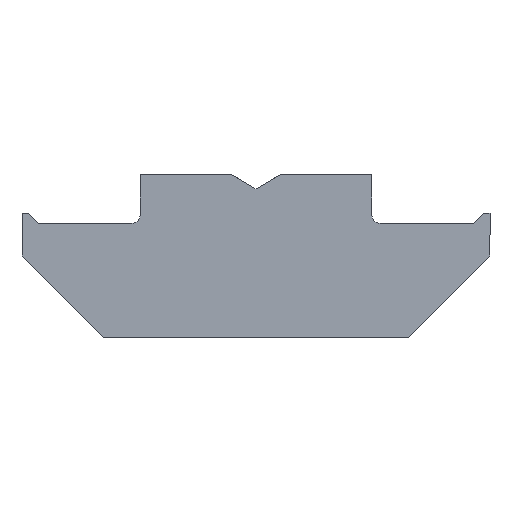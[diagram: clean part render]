
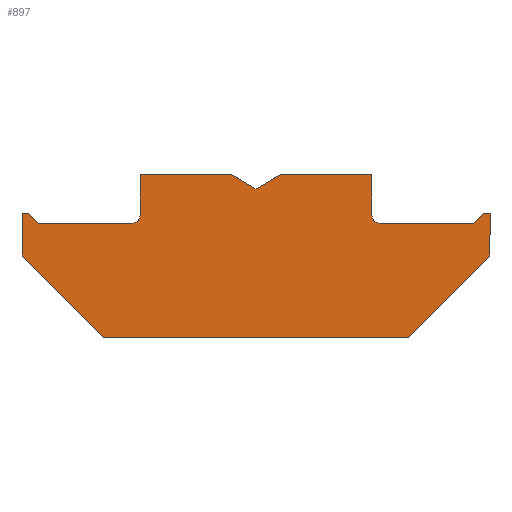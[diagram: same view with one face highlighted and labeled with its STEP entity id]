
A CAD part, front view. The second image highlights one B-rep face of the part: STEP entity #897.
In plain terms, the highlighted planar face has unit normal (0, -1, 0).
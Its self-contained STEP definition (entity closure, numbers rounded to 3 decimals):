
#23 = ORIENTED_EDGE ( 'NONE', *, *, #575, .F. ) ;
#30 = EDGE_CURVE ( 'NONE', #329, #732, #227, .T. ) ;
#31 = ORIENTED_EDGE ( 'NONE', *, *, #145, .F. ) ;
#38 = VECTOR ( 'NONE', #1115, 1000. ) ;
#47 = ORIENTED_EDGE ( 'NONE', *, *, #583, .T. ) ;
#48 = DIRECTION ( 'NONE',  ( -0.707, 0., -0.707 ) ) ;
#53 = CARTESIAN_POINT ( 'NONE',  ( 0.606, -6., 1.2 ) ) ;
#55 = DIRECTION ( 'NONE',  ( 1., 0., 0. ) ) ;
#57 = CARTESIAN_POINT ( 'NONE',  ( -2.85, -6., 0. ) ) ;
#62 = DIRECTION ( 'NONE',  ( 1., 0., 0. ) ) ;
#65 = LINE ( 'NONE', #535, #508 ) ;
#66 = EDGE_CURVE ( 'NONE', #636, #609, #77, .T. ) ;
#77 = LINE ( 'NONE', #940, #967 ) ;
#84 = ORIENTED_EDGE ( 'NONE', *, *, #1071, .T. ) ;
#88 = CARTESIAN_POINT ( 'NONE',  ( 2.85, -6., 1.2 ) ) ;
#123 = EDGE_CURVE ( 'NONE', #454, #1114, #65, .T. ) ;
#125 = CARTESIAN_POINT ( 'NONE',  ( 5.75, -6., 0.25 ) ) ;
#127 = DIRECTION ( 'NONE',  ( 0., 0., -1. ) ) ;
#145 = EDGE_CURVE ( 'NONE', #350, #634, #979, .T. ) ;
#152 = DIRECTION ( 'NONE',  ( 0.707, 0., 0.707 ) ) ;
#154 = VECTOR ( 'NONE', #177, 1000. ) ;
#155 = VECTOR ( 'NONE', #613, 1000. ) ;
#157 = ORIENTED_EDGE ( 'NONE', *, *, #910, .T. ) ;
#158 = CARTESIAN_POINT ( 'NONE',  ( 5.75, -6., -0.8 ) ) ;
#171 = CARTESIAN_POINT ( 'NONE',  ( -0.606, -6., 1.2 ) ) ;
#172 = LINE ( 'NONE', #88, #154 ) ;
#177 = DIRECTION ( 'NONE',  ( 0., 0., 1. ) ) ;
#189 = ORIENTED_EDGE ( 'NONE', *, *, #192, .T. ) ;
#192 = EDGE_CURVE ( 'NONE', #821, #438, #172, .T. ) ;
#197 = VECTOR ( 'NONE', #794, 1000. ) ;
#198 = VECTOR ( 'NONE', #838, 1000. ) ;
#203 = AXIS2_PLACEMENT_3D ( 'NONE', #946, #496, #335 ) ;
#227 = LINE ( 'NONE', #53, #155 ) ;
#231 = CARTESIAN_POINT ( 'NONE',  ( -3.05, -6., 0.2 ) ) ;
#235 = VERTEX_POINT ( 'NONE', #898 ) ;
#249 = CARTESIAN_POINT ( 'NONE',  ( 0., -6., 0.85 ) ) ;
#256 = CARTESIAN_POINT ( 'NONE',  ( -2.85, -6., 1.2 ) ) ;
#259 = ORIENTED_EDGE ( 'NONE', *, *, #605, .F. ) ;
#264 = AXIS2_PLACEMENT_3D ( 'NONE', #231, #512, #1130 ) ;
#271 = EDGE_CURVE ( 'NONE', #1114, #634, #607, .T. ) ;
#272 = DIRECTION ( 'NONE',  ( 1., 0., 0. ) ) ;
#305 = EDGE_CURVE ( 'NONE', #350, #739, #1005, .T. ) ;
#324 = LINE ( 'NONE', #360, #197 ) ;
#329 = VERTEX_POINT ( 'NONE', #481 ) ;
#332 = CARTESIAN_POINT ( 'NONE',  ( -2.85, -6., 1.2 ) ) ;
#335 = DIRECTION ( 'NONE',  ( 0., 0., 1. ) ) ;
#336 = EDGE_CURVE ( 'NONE', #469, #866, #539, .T. ) ;
#350 = VERTEX_POINT ( 'NONE', #1105 ) ;
#354 = VECTOR ( 'NONE', #572, 1000. ) ;
#357 = CARTESIAN_POINT ( 'NONE',  ( -3.75, -6., -2.8 ) ) ;
#360 = CARTESIAN_POINT ( 'NONE',  ( -5.35, -6., 0. ) ) ;
#367 = EDGE_CURVE ( 'NONE', #390, #404, #1066, .T. ) ;
#369 = VECTOR ( 'NONE', #152, 1000. ) ;
#370 = VECTOR ( 'NONE', #127, 1000. ) ;
#378 = CARTESIAN_POINT ( 'NONE',  ( -3.75, -6., -2.8 ) ) ;
#380 = CIRCLE ( 'NONE', #566, 0.2 ) ;
#381 = VECTOR ( 'NONE', #272, 1000. ) ;
#386 = CARTESIAN_POINT ( 'NONE',  ( 2.85, -6., 1.2 ) ) ;
#390 = VERTEX_POINT ( 'NONE', #332 ) ;
#404 = VERTEX_POINT ( 'NONE', #468 ) ;
#416 = LINE ( 'NONE', #57, #446 ) ;
#417 = VECTOR ( 'NONE', #994, 1000. ) ;
#420 = ORIENTED_EDGE ( 'NONE', *, *, #570, .T. ) ;
#438 = VERTEX_POINT ( 'NONE', #386 ) ;
#446 = VECTOR ( 'NONE', #55, 1000. ) ;
#449 = ORIENTED_EDGE ( 'NONE', *, *, #30, .T. ) ;
#454 = VERTEX_POINT ( 'NONE', #991 ) ;
#459 = CIRCLE ( 'NONE', #264, 0.2 ) ;
#461 = LINE ( 'NONE', #662, #198 ) ;
#463 = EDGE_LOOP ( 'NONE', ( #449, #420, #259, #1145, #157, #23, #84, #618, #676, #31, #686, #743, #560, #47, #856, #923, #1006, #189, #783 ) ) ;
#468 = CARTESIAN_POINT ( 'NONE',  ( -2.85, -6., 0.2 ) ) ;
#469 = VERTEX_POINT ( 'NONE', #125 ) ;
#474 = LINE ( 'NONE', #752, #354 ) ;
#481 = CARTESIAN_POINT ( 'NONE',  ( 0.606, -6., 1.2 ) ) ;
#484 = VERTEX_POINT ( 'NONE', #756 ) ;
#495 = CARTESIAN_POINT ( 'NONE',  ( -5.75, -6., -0.8 ) ) ;
#496 = DIRECTION ( 'NONE',  ( 0., 1., 0. ) ) ;
#508 = VECTOR ( 'NONE', #622, 1000. ) ;
#512 = DIRECTION ( 'NONE',  ( 0., 1., 0. ) ) ;
#532 = DIRECTION ( 'NONE',  ( 0., 1., 0. ) ) ;
#535 = CARTESIAN_POINT ( 'NONE',  ( -5.75, -6., 0.25 ) ) ;
#539 = LINE ( 'NONE', #1009, #38 ) ;
#553 = CARTESIAN_POINT ( 'NONE',  ( -5.75, -6., 0.25 ) ) ;
#560 = ORIENTED_EDGE ( 'NONE', *, *, #336, .F. ) ;
#566 = AXIS2_PLACEMENT_3D ( 'NONE', #787, #532, #801 ) ;
#570 = EDGE_CURVE ( 'NONE', #732, #1053, #474, .T. ) ;
#572 = DIRECTION ( 'NONE',  ( -0.866, 0., 0.5 ) ) ;
#575 = EDGE_CURVE ( 'NONE', #484, #755, #461, .T. ) ;
#583 = EDGE_CURVE ( 'NONE', #469, #636, #1095, .T. ) ;
#592 = DIRECTION ( 'NONE',  ( -1., 0., 0. ) ) ;
#593 = VECTOR ( 'NONE', #592, 1000. ) ;
#605 = EDGE_CURVE ( 'NONE', #390, #1053, #1125, .T. ) ;
#607 = LINE ( 'NONE', #553, #417 ) ;
#609 = VERTEX_POINT ( 'NONE', #863 ) ;
#613 = DIRECTION ( 'NONE',  ( -0.866, 0., -0.5 ) ) ;
#618 = ORIENTED_EDGE ( 'NONE', *, *, #123, .T. ) ;
#621 = CARTESIAN_POINT ( 'NONE',  ( 3.75, -6., -2.8 ) ) ;
#622 = DIRECTION ( 'NONE',  ( -1., 0., 0. ) ) ;
#633 = EDGE_CURVE ( 'NONE', #235, #609, #416, .T. ) ;
#634 = VERTEX_POINT ( 'NONE', #495 ) ;
#636 = VERTEX_POINT ( 'NONE', #687 ) ;
#659 = CARTESIAN_POINT ( 'NONE',  ( 5.75, -6., 0.25 ) ) ;
#662 = CARTESIAN_POINT ( 'NONE',  ( -2.85, -6., 0. ) ) ;
#669 = CARTESIAN_POINT ( 'NONE',  ( -2.85, -6., 1.2 ) ) ;
#676 = ORIENTED_EDGE ( 'NONE', *, *, #271, .T. ) ;
#678 = LINE ( 'NONE', #158, #369 ) ;
#686 = ORIENTED_EDGE ( 'NONE', *, *, #305, .T. ) ;
#687 = CARTESIAN_POINT ( 'NONE',  ( 5.6, -6., 0.25 ) ) ;
#732 = VERTEX_POINT ( 'NONE', #249 ) ;
#739 = VERTEX_POINT ( 'NONE', #621 ) ;
#743 = ORIENTED_EDGE ( 'NONE', *, *, #928, .T. ) ;
#752 = CARTESIAN_POINT ( 'NONE',  ( -0.606, -6., 1.2 ) ) ;
#755 = VERTEX_POINT ( 'NONE', #796 ) ;
#756 = CARTESIAN_POINT ( 'NONE',  ( -5.35, -6., 0. ) ) ;
#765 = EDGE_CURVE ( 'NONE', #329, #438, #927, .T. ) ;
#777 = PLANE ( 'NONE',  #203 ) ;
#783 = ORIENTED_EDGE ( 'NONE', *, *, #765, .F. ) ;
#787 = CARTESIAN_POINT ( 'NONE',  ( 3.05, -6., 0.2 ) ) ;
#794 = DIRECTION ( 'NONE',  ( -0.707, 0., 0.707 ) ) ;
#796 = CARTESIAN_POINT ( 'NONE',  ( -3.05, -6., 0. ) ) ;
#801 = DIRECTION ( 'NONE',  ( 0., 0., -1. ) ) ;
#805 = CARTESIAN_POINT ( 'NONE',  ( 2.85, -6., 0.2 ) ) ;
#821 = VERTEX_POINT ( 'NONE', #805 ) ;
#838 = DIRECTION ( 'NONE',  ( 1., 0., 0. ) ) ;
#856 = ORIENTED_EDGE ( 'NONE', *, *, #66, .T. ) ;
#863 = CARTESIAN_POINT ( 'NONE',  ( 5.35, -6., 0. ) ) ;
#866 = VERTEX_POINT ( 'NONE', #1089 ) ;
#888 = FACE_OUTER_BOUND ( 'NONE', #463, .T. ) ;
#897 = ADVANCED_FACE ( 'NONE', ( #888 ), #777, .F. ) ;
#898 = CARTESIAN_POINT ( 'NONE',  ( 3.05, -6., 0. ) ) ;
#902 = DIRECTION ( 'NONE',  ( 1., 0., 0. ) ) ;
#903 = VECTOR ( 'NONE', #62, 1000. ) ;
#910 = EDGE_CURVE ( 'NONE', #404, #755, #459, .T. ) ;
#923 = ORIENTED_EDGE ( 'NONE', *, *, #633, .F. ) ;
#927 = LINE ( 'NONE', #256, #381 ) ;
#928 = EDGE_CURVE ( 'NONE', #739, #866, #678, .T. ) ;
#932 = VECTOR ( 'NONE', #1054, 1000. ) ;
#940 = CARTESIAN_POINT ( 'NONE',  ( 5.35, -6., 0. ) ) ;
#946 = CARTESIAN_POINT ( 'NONE',  ( -2.85, -6., 1.2 ) ) ;
#967 = VECTOR ( 'NONE', #48, 1000. ) ;
#978 = VECTOR ( 'NONE', #902, 1000. ) ;
#979 = LINE ( 'NONE', #357, #932 ) ;
#991 = CARTESIAN_POINT ( 'NONE',  ( -5.6, -6., 0.25 ) ) ;
#994 = DIRECTION ( 'NONE',  ( 0., 0., -1. ) ) ;
#1005 = LINE ( 'NONE', #378, #978 ) ;
#1006 = ORIENTED_EDGE ( 'NONE', *, *, #1035, .T. ) ;
#1009 = CARTESIAN_POINT ( 'NONE',  ( 5.75, -6., 1.2 ) ) ;
#1035 = EDGE_CURVE ( 'NONE', #235, #821, #380, .T. ) ;
#1053 = VERTEX_POINT ( 'NONE', #171 ) ;
#1054 = DIRECTION ( 'NONE',  ( -0.707, 0., 0.707 ) ) ;
#1066 = LINE ( 'NONE', #669, #370 ) ;
#1071 = EDGE_CURVE ( 'NONE', #484, #454, #324, .T. ) ;
#1089 = CARTESIAN_POINT ( 'NONE',  ( 5.75, -6., -0.8 ) ) ;
#1095 = LINE ( 'NONE', #659, #593 ) ;
#1105 = CARTESIAN_POINT ( 'NONE',  ( -3.75, -6., -2.8 ) ) ;
#1114 = VERTEX_POINT ( 'NONE', #1149 ) ;
#1115 = DIRECTION ( 'NONE',  ( 0., 0., -1. ) ) ;
#1125 = LINE ( 'NONE', #1131, #903 ) ;
#1130 = DIRECTION ( 'NONE',  ( 0., 0., -1. ) ) ;
#1131 = CARTESIAN_POINT ( 'NONE',  ( -2.85, -6., 1.2 ) ) ;
#1145 = ORIENTED_EDGE ( 'NONE', *, *, #367, .T. ) ;
#1149 = CARTESIAN_POINT ( 'NONE',  ( -5.75, -6., 0.25 ) ) ;
